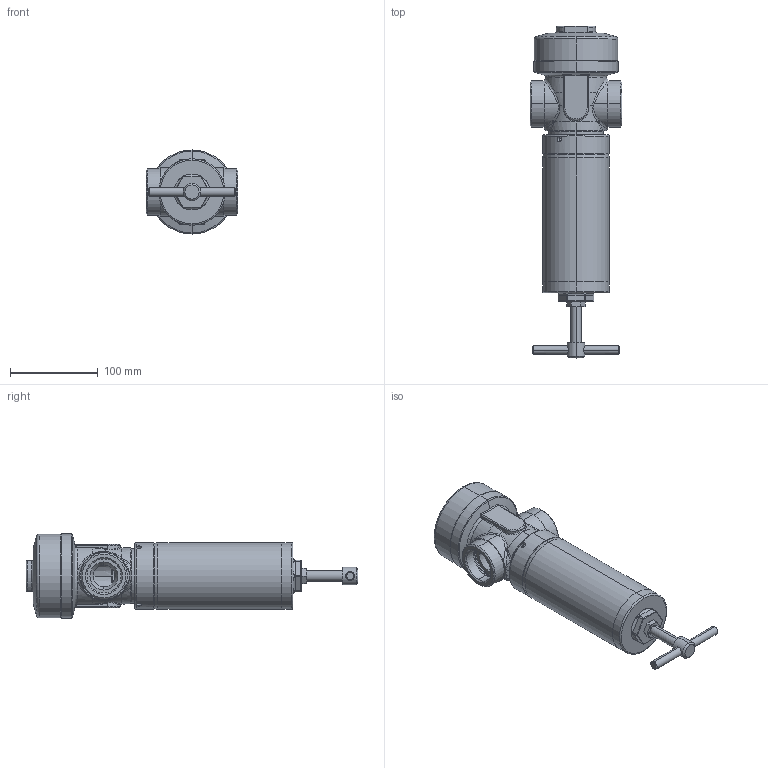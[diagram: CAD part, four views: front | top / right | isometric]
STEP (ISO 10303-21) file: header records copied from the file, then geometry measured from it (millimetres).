
FILE_DESCRIPTION (( 'STEP AP203' ), '1' );
FILE_NAME ('Typ_80-BG_II-G114M.STEP', '2021-03-16T10:15:12', ( '' ), ( '' ), 'SwSTEP 2.0', 'SolidWorks 2016', '' );
FILE_SCHEMA (( 'CONFIG_CONTROL_DESIGN' ));
Length unit declared in the file: millimetre
Products named in the file (1): Typ_80-BG_II-G114M
Bounding box: 105 x 379 x 96 mm (x, y, z)
Volume: 541518.9 mm3; surface area: 203023.6 mm2
Topology: 8 solids, 8 shells, 469 faces, 1078 edges, 628 vertices
Faces by surface type: cylinder 150, cone 119, torus 84, bspline 62, plane 54
Entity records: 17127 total; most frequent: CARTESIAN_POINT 6877, DIRECTION 2166, ORIENTED_EDGE 2128, EDGE_CURVE 1064, AXIS2_PLACEMENT_3D 945, VERTEX_POINT 628, CIRCLE 537, EDGE_LOOP 506
